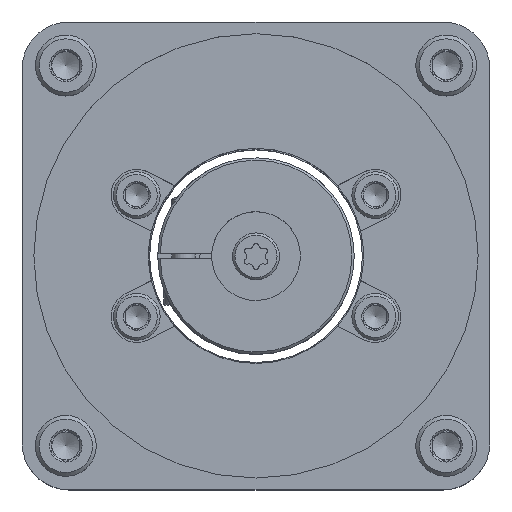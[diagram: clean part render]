
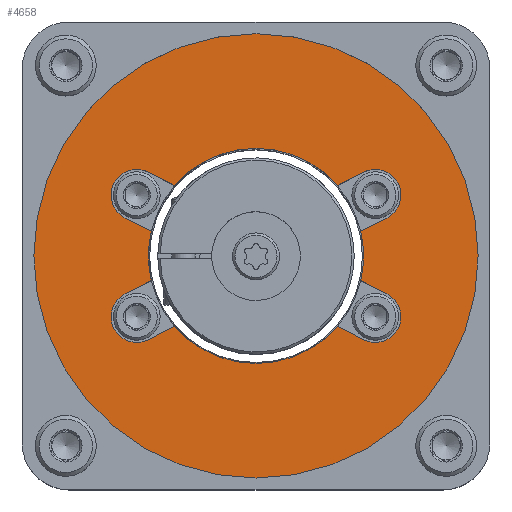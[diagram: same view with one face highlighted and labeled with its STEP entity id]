
A CAD part, top view. The second image highlights one B-rep face of the part: STEP entity #4658.
In plain terms, the highlighted planar face has unit normal (0, 0, 1).
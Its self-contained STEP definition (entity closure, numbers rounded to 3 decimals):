
#166=CIRCLE('',#6106,23.);
#168=CIRCLE('',#6108,23.);
#170=CIRCLE('',#6110,23.);
#172=CIRCLE('',#6112,23.);
#180=CIRCLE('',#6124,5.5);
#181=CIRCLE('',#6125,5.5);
#182=CIRCLE('',#6126,5.5);
#183=CIRCLE('',#6127,5.5);
#184=CIRCLE('',#6128,47.5);
#693=ORIENTED_EDGE('',*,*,#1998,.T.);
#694=ORIENTED_EDGE('',*,*,#1972,.T.);
#695=ORIENTED_EDGE('',*,*,#1999,.T.);
#696=ORIENTED_EDGE('',*,*,#2000,.T.);
#697=ORIENTED_EDGE('',*,*,#2001,.T.);
#698=ORIENTED_EDGE('',*,*,#1984,.T.);
#699=ORIENTED_EDGE('',*,*,#2002,.T.);
#700=ORIENTED_EDGE('',*,*,#2003,.T.);
#701=ORIENTED_EDGE('',*,*,#2004,.T.);
#702=ORIENTED_EDGE('',*,*,#1980,.T.);
#703=ORIENTED_EDGE('',*,*,#2005,.T.);
#704=ORIENTED_EDGE('',*,*,#2006,.T.);
#705=ORIENTED_EDGE('',*,*,#2007,.T.);
#706=ORIENTED_EDGE('',*,*,#1976,.T.);
#707=ORIENTED_EDGE('',*,*,#2008,.T.);
#708=ORIENTED_EDGE('',*,*,#2009,.T.);
#709=ORIENTED_EDGE('',*,*,#2010,.F.);
#1972=EDGE_CURVE('',#2638,#2639,#166,.T.);
#1976=EDGE_CURVE('',#2643,#2642,#168,.T.);
#1980=EDGE_CURVE('',#2647,#2646,#170,.T.);
#1984=EDGE_CURVE('',#2651,#2650,#172,.T.);
#1998=EDGE_CURVE('',#2662,#2638,#3090,.T.);
#1999=EDGE_CURVE('',#2639,#2663,#3091,.T.);
#2000=EDGE_CURVE('',#2663,#2664,#180,.F.);
#2001=EDGE_CURVE('',#2664,#2651,#3092,.T.);
#2002=EDGE_CURVE('',#2650,#2665,#3093,.T.);
#2003=EDGE_CURVE('',#2665,#2666,#181,.F.);
#2004=EDGE_CURVE('',#2666,#2647,#3094,.T.);
#2005=EDGE_CURVE('',#2646,#2667,#3095,.T.);
#2006=EDGE_CURVE('',#2667,#2668,#182,.F.);
#2007=EDGE_CURVE('',#2668,#2643,#3096,.T.);
#2008=EDGE_CURVE('',#2642,#2669,#3097,.T.);
#2009=EDGE_CURVE('',#2669,#2662,#183,.F.);
#2010=EDGE_CURVE('',#2670,#2670,#184,.T.);
#2638=VERTEX_POINT('',#8362);
#2639=VERTEX_POINT('',#8363);
#2642=VERTEX_POINT('',#8369);
#2643=VERTEX_POINT('',#8371);
#2646=VERTEX_POINT('',#8377);
#2647=VERTEX_POINT('',#8379);
#2650=VERTEX_POINT('',#8385);
#2651=VERTEX_POINT('',#8387);
#2662=VERTEX_POINT('',#8416);
#2663=VERTEX_POINT('',#8418);
#2664=VERTEX_POINT('',#8420);
#2665=VERTEX_POINT('',#8423);
#2666=VERTEX_POINT('',#8425);
#2667=VERTEX_POINT('',#8428);
#2668=VERTEX_POINT('',#8430);
#2669=VERTEX_POINT('',#8433);
#2670=VERTEX_POINT('',#8436);
#3090=LINE('',#8415,#3428);
#3091=LINE('',#8417,#3429);
#3092=LINE('',#8421,#3430);
#3093=LINE('',#8422,#3431);
#3094=LINE('',#8426,#3432);
#3095=LINE('',#8427,#3433);
#3096=LINE('',#8431,#3434);
#3097=LINE('',#8432,#3435);
#3428=VECTOR('',#6848,1000.);
#3429=VECTOR('',#6849,1000.);
#3430=VECTOR('',#6852,1000.);
#3431=VECTOR('',#6853,1000.);
#3432=VECTOR('',#6856,1000.);
#3433=VECTOR('',#6857,1000.);
#3434=VECTOR('',#6860,1000.);
#3435=VECTOR('',#6861,1000.);
#3781=EDGE_LOOP('',(#693,#694,#695,#696,#697,#698,#699,#700,#701,#702,#703,
#704,#705,#706,#707,#708));
#3782=EDGE_LOOP('',(#709));
#4161=FACE_BOUND('',#3781,.T.);
#4162=FACE_BOUND('',#3782,.T.);
#4508=PLANE('',#6123);
#4658=ADVANCED_FACE('',(#4161,#4162),#4508,.T.);
#6106=AXIS2_PLACEMENT_3D('',#8361,#6800,#6801);
#6108=AXIS2_PLACEMENT_3D('',#8370,#6806,#6807);
#6110=AXIS2_PLACEMENT_3D('',#8378,#6812,#6813);
#6112=AXIS2_PLACEMENT_3D('',#8386,#6818,#6819);
#6123=AXIS2_PLACEMENT_3D('',#8414,#6846,#6847);
#6124=AXIS2_PLACEMENT_3D('',#8419,#6850,#6851);
#6125=AXIS2_PLACEMENT_3D('',#8424,#6854,#6855);
#6126=AXIS2_PLACEMENT_3D('',#8429,#6858,#6859);
#6127=AXIS2_PLACEMENT_3D('',#8434,#6862,#6863);
#6128=AXIS2_PLACEMENT_3D('',#8435,#6864,#6865);
#6800=DIRECTION('',(0.,0.,-1.));
#6801=DIRECTION('',(-1.,0.,0.));
#6806=DIRECTION('',(0.,0.,-1.));
#6807=DIRECTION('',(-1.,0.,0.));
#6812=DIRECTION('',(0.,0.,-1.));
#6813=DIRECTION('',(-1.,0.,0.));
#6818=DIRECTION('',(0.,0.,-1.));
#6819=DIRECTION('',(-1.,0.,0.));
#6846=DIRECTION('',(0.,0.,1.));
#6847=DIRECTION('',(1.,0.,0.));
#6848=DIRECTION('',(0.891,-0.454,0.));
#6849=DIRECTION('',(0.891,0.454,0.));
#6850=DIRECTION('',(0.,0.,1.));
#6851=DIRECTION('',(1.,0.,0.));
#6852=DIRECTION('',(-0.891,-0.454,0.));
#6853=DIRECTION('',(0.891,-0.454,0.));
#6854=DIRECTION('',(0.,0.,1.));
#6855=DIRECTION('',(1.,0.,0.));
#6856=DIRECTION('',(-0.891,0.454,0.));
#6857=DIRECTION('',(-0.891,-0.454,0.));
#6858=DIRECTION('',(0.,0.,1.));
#6859=DIRECTION('',(1.,0.,0.));
#6860=DIRECTION('',(0.891,0.454,0.));
#6861=DIRECTION('',(-0.891,0.454,0.));
#6862=DIRECTION('',(0.,0.,1.));
#6863=DIRECTION('',(1.,0.,0.));
#6864=DIRECTION('',(0.,0.,-1.));
#6865=DIRECTION('',(-1.,0.,0.));
#8361=CARTESIAN_POINT('',(0.,0.,28.4));
#8362=CARTESIAN_POINT('',(-17.398,15.043,28.4));
#8363=CARTESIAN_POINT('',(17.398,15.043,28.4));
#8369=CARTESIAN_POINT('',(-22.394,5.243,28.4));
#8370=CARTESIAN_POINT('',(0.,0.,28.4));
#8371=CARTESIAN_POINT('',(-22.394,-5.243,28.4));
#8377=CARTESIAN_POINT('',(-17.398,-15.043,28.4));
#8378=CARTESIAN_POINT('',(0.,0.,28.4));
#8379=CARTESIAN_POINT('',(17.398,-15.043,28.4));
#8385=CARTESIAN_POINT('',(22.394,-5.243,28.4));
#8386=CARTESIAN_POINT('',(0.,0.,28.4));
#8387=CARTESIAN_POINT('',(22.394,5.243,28.4));
#8414=CARTESIAN_POINT('',(0.,47.5,28.4));
#8415=CARTESIAN_POINT('',(-16.722,14.699,28.4));
#8416=CARTESIAN_POINT('',(-23.002,17.9,28.4));
#8417=CARTESIAN_POINT('',(16.722,14.699,28.4));
#8418=CARTESIAN_POINT('',(23.002,17.9,28.4));
#8419=CARTESIAN_POINT('',(25.5,13.,28.4));
#8420=CARTESIAN_POINT('',(27.998,8.1,28.4));
#8421=CARTESIAN_POINT('',(21.718,4.899,28.4));
#8422=CARTESIAN_POINT('',(-16.722,14.699,28.4));
#8423=CARTESIAN_POINT('',(27.998,-8.1,28.4));
#8424=CARTESIAN_POINT('',(25.5,-13.,28.4));
#8425=CARTESIAN_POINT('',(23.002,-17.9,28.4));
#8426=CARTESIAN_POINT('',(-21.718,4.899,28.4));
#8427=CARTESIAN_POINT('',(21.718,4.899,28.4));
#8428=CARTESIAN_POINT('',(-23.002,-17.9,28.4));
#8429=CARTESIAN_POINT('',(-25.5,-13.,28.4));
#8430=CARTESIAN_POINT('',(-27.998,-8.1,28.4));
#8431=CARTESIAN_POINT('',(16.722,14.699,28.4));
#8432=CARTESIAN_POINT('',(-21.718,4.899,28.4));
#8433=CARTESIAN_POINT('',(-27.998,8.1,28.4));
#8434=CARTESIAN_POINT('',(-25.5,13.,28.4));
#8435=CARTESIAN_POINT('',(0.,0.,28.4));
#8436=CARTESIAN_POINT('',(-47.5,0.,28.4));
